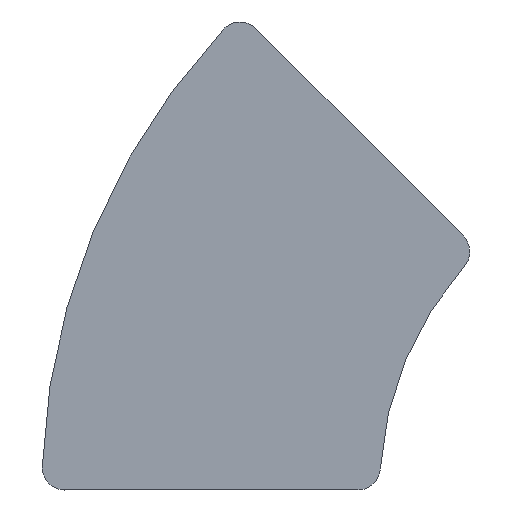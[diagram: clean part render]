
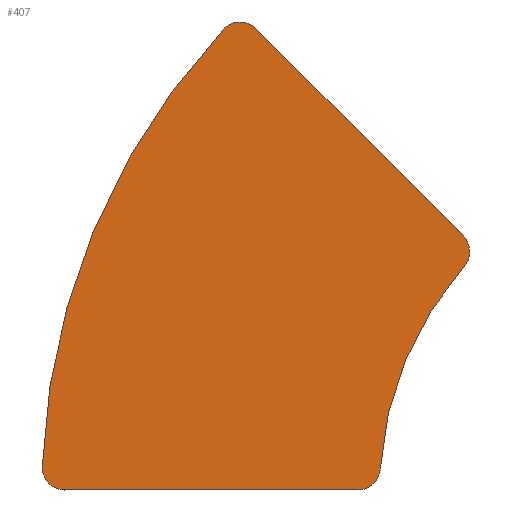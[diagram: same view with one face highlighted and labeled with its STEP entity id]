
A CAD part, left-side view. The second image highlights one B-rep face of the part: STEP entity #407.
In plain terms, the highlighted planar face has unit normal (-1, 0, 0).
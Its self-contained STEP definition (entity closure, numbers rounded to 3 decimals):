
#11 = EDGE_LOOP ( 'NONE', ( #147, #338, #611, #423, #396, #232, #480, #91, #277 ) ) ;
#12 = CIRCLE ( 'NONE', #39, 30. ) ;
#26 = EDGE_CURVE ( 'NONE', #87, #230, #620, .T. ) ;
#30 = DIRECTION ( 'NONE',  ( 0., 1., 0. ) ) ;
#35 = DIRECTION ( 'NONE',  ( 1., 0., 0. ) ) ;
#39 = AXIS2_PLACEMENT_3D ( 'NONE', #617, #568, #45 ) ;
#45 = DIRECTION ( 'NONE',  ( 0., 0., -1. ) ) ;
#47 = CARTESIAN_POINT ( 'NONE',  ( 0., -0.587, 23.767 ) ) ;
#48 = CARTESIAN_POINT ( 'NONE',  ( 0., 0.827, 22.353 ) ) ;
#54 = DIRECTION ( 'NONE',  ( 0., 0., 1. ) ) ;
#65 = LINE ( 'NONE', #306, #405 ) ;
#87 = VERTEX_POINT ( 'NONE', #210 ) ;
#91 = ORIENTED_EDGE ( 'NONE', *, *, #179, .F. ) ;
#122 = CARTESIAN_POINT ( 'NONE',  ( 0., -18.991, 5.362 ) ) ;
#130 = AXIS2_PLACEMENT_3D ( 'NONE', #438, #626, #629 ) ;
#132 = DIRECTION ( 'NONE',  ( 0., 0., 1. ) ) ;
#147 = ORIENTED_EDGE ( 'NONE', *, *, #26, .F. ) ;
#156 = FACE_OUTER_BOUND ( 'NONE', #11, .T. ) ;
#160 = VERTEX_POINT ( 'NONE', #560 ) ;
#176 = VERTEX_POINT ( 'NONE', #272 ) ;
#177 = VERTEX_POINT ( 'NONE', #122 ) ;
#179 = EDGE_CURVE ( 'NONE', #622, #351, #325, .T. ) ;
#189 = AXIS2_PLACEMENT_3D ( 'NONE', #564, #473, #239 ) ;
#205 = DIRECTION ( 'NONE',  ( 1., 0., 0. ) ) ;
#210 = CARTESIAN_POINT ( 'NONE',  ( 0., -11.633, -15.346 ) ) ;
#213 = CARTESIAN_POINT ( 'NONE',  ( 0., -0.587, 23.767 ) ) ;
#223 = EDGE_CURVE ( 'NONE', #230, #622, #65, .T. ) ;
#230 = VERTEX_POINT ( 'NONE', #373 ) ;
#232 = ORIENTED_EDGE ( 'NONE', *, *, #323, .F. ) ;
#239 = DIRECTION ( 'NONE',  ( 0., 0., -1. ) ) ;
#246 = DIRECTION ( 'NONE',  ( 0., -0.707, -0.707 ) ) ;
#248 = DIRECTION ( 'NONE',  ( 1., 0., 0. ) ) ;
#263 = AXIS2_PLACEMENT_3D ( 'NONE', #615, #248, #553 ) ;
#272 = CARTESIAN_POINT ( 'NONE',  ( 0., 2.29, 23.717 ) ) ;
#276 = CARTESIAN_POINT ( 'NONE',  ( 0., -17.577, 3.948 ) ) ;
#277 = ORIENTED_EDGE ( 'NONE', *, *, #223, .F. ) ;
#291 = PLANE ( 'NONE',  #130 ) ;
#306 = CARTESIAN_POINT ( 'NONE',  ( 0., 0.699, -17.221 ) ) ;
#314 = CIRCLE ( 'NONE', #547, 2. ) ;
#323 = EDGE_CURVE ( 'NONE', #176, #503, #510, .T. ) ;
#325 = CIRCLE ( 'NONE', #263, 2. ) ;
#329 = CARTESIAN_POINT ( 'NONE',  ( 0., 16.391, -17.221 ) ) ;
#338 = ORIENTED_EDGE ( 'NONE', *, *, #586, .F. ) ;
#342 = CARTESIAN_POINT ( 'NONE',  ( 0., -9.637, -15.221 ) ) ;
#344 = CARTESIAN_POINT ( 'NONE',  ( 0., 0.827, 24.353 ) ) ;
#351 = VERTEX_POINT ( 'NONE', #482 ) ;
#371 = AXIS2_PLACEMENT_3D ( 'NONE', #48, #384, #54 ) ;
#373 = CARTESIAN_POINT ( 'NONE',  ( 0., -9.637, -17.221 ) ) ;
#384 = DIRECTION ( 'NONE',  ( 1., 0., 0. ) ) ;
#396 = ORIENTED_EDGE ( 'NONE', *, *, #403, .F. ) ;
#399 = DIRECTION ( 'NONE',  ( 0., 0., 1. ) ) ;
#403 = EDGE_CURVE ( 'NONE', #503, #467, #520, .T. ) ;
#405 = VECTOR ( 'NONE', #30, 1000. ) ;
#407 = ADVANCED_FACE ( 'NONE', ( #156 ), #291, .F. ) ;
#423 = ORIENTED_EDGE ( 'NONE', *, *, #554, .F. ) ;
#427 = AXIS2_PLACEMENT_3D ( 'NONE', #342, #578, #399 ) ;
#438 = CARTESIAN_POINT ( 'NONE',  ( 0., 0.699, 27.992 ) ) ;
#444 = CARTESIAN_POINT ( 'NONE',  ( 0., 0.827, 22.353 ) ) ;
#467 = VERTEX_POINT ( 'NONE', #213 ) ;
#473 = DIRECTION ( 'NONE',  ( 1., 0., 0. ) ) ;
#480 = ORIENTED_EDGE ( 'NONE', *, *, #512, .F. ) ;
#482 = CARTESIAN_POINT ( 'NONE',  ( 0., 18.39, -15.152 ) ) ;
#495 = EDGE_CURVE ( 'NONE', #177, #160, #314, .T. ) ;
#496 = DIRECTION ( 'NONE',  ( 0., 0., 1. ) ) ;
#503 = VERTEX_POINT ( 'NONE', #344 ) ;
#510 = CIRCLE ( 'NONE', #593, 2. ) ;
#512 = EDGE_CURVE ( 'NONE', #351, #176, #605, .T. ) ;
#514 = LINE ( 'NONE', #47, #539 ) ;
#520 = CIRCLE ( 'NONE', #371, 2. ) ;
#539 = VECTOR ( 'NONE', #246, 1000. ) ;
#547 = AXIS2_PLACEMENT_3D ( 'NONE', #276, #35, #132 ) ;
#553 = DIRECTION ( 'NONE',  ( 0., 0., 1. ) ) ;
#554 = EDGE_CURVE ( 'NONE', #467, #177, #514, .T. ) ;
#560 = CARTESIAN_POINT ( 'NONE',  ( 0., -19.077, 2.625 ) ) ;
#564 = CARTESIAN_POINT ( 'NONE',  ( 0., -41.575, -17.221 ) ) ;
#568 = DIRECTION ( 'NONE',  ( -1., 0., 0. ) ) ;
#578 = DIRECTION ( 'NONE',  ( 1., 0., 0. ) ) ;
#586 = EDGE_CURVE ( 'NONE', #160, #87, #12, .T. ) ;
#593 = AXIS2_PLACEMENT_3D ( 'NONE', #444, #205, #496 ) ;
#605 = CIRCLE ( 'NONE', #189, 60. ) ;
#611 = ORIENTED_EDGE ( 'NONE', *, *, #495, .F. ) ;
#615 = CARTESIAN_POINT ( 'NONE',  ( 0., 16.391, -15.221 ) ) ;
#617 = CARTESIAN_POINT ( 'NONE',  ( 0., -41.575, -17.221 ) ) ;
#620 = CIRCLE ( 'NONE', #427, 2. ) ;
#622 = VERTEX_POINT ( 'NONE', #329 ) ;
#626 = DIRECTION ( 'NONE',  ( 1., 0., 0. ) ) ;
#629 = DIRECTION ( 'NONE',  ( 0., 0., -1. ) ) ;
